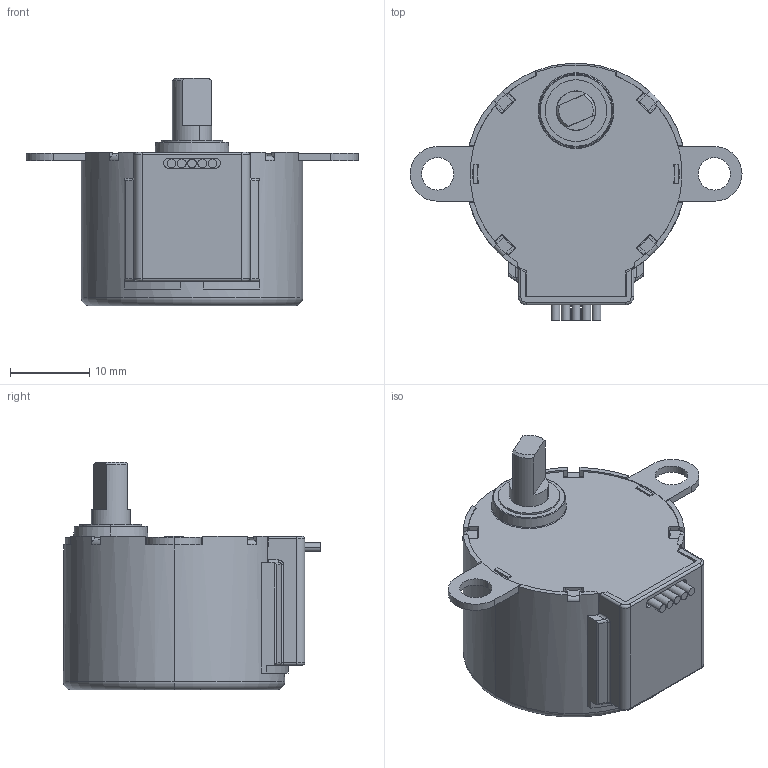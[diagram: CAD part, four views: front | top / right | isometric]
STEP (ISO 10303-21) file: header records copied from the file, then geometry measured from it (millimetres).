
FILE_DESCRIPTION (( 'STEP AP214' ), '1' );
FILE_NAME ('28BYJ-48 stepper motor.STEP', '2022-09-13T20:07:06', ( 'ZenBook' ), ( '' ), 'SwSTEP 2.0', 'SolidWorks 2017', '' );
FILE_SCHEMA (( 'AUTOMOTIVE_DESIGN' ));
Length unit declared in the file: millimetre
Products named in the file (1): 28BYJ-48 stepper motor
Bounding box: 42 x 32.55 x 28.75 mm (x, y, z)
Volume: 3249.7 mm3; surface area: 6932.4 mm2
Topology: 5 solids, 5 shells, 296 faces, 767 edges, 488 vertices
Faces by surface type: plane 133, cylinder 105, torus 40, bspline 12, cone 6
Entity records: 12742 total; most frequent: CARTESIAN_POINT 2039, DIRECTION 1599, ORIENTED_EDGE 1534, EDGE_CURVE 767, AXIS2_PLACEMENT_3D 603, VERTEX_POINT 488, VECTOR 393, LINE 393
